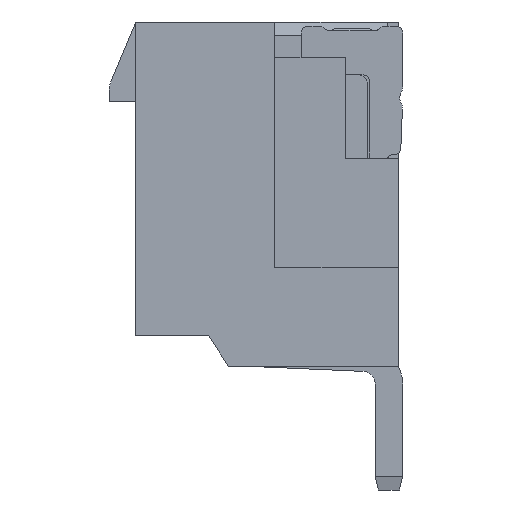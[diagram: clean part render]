
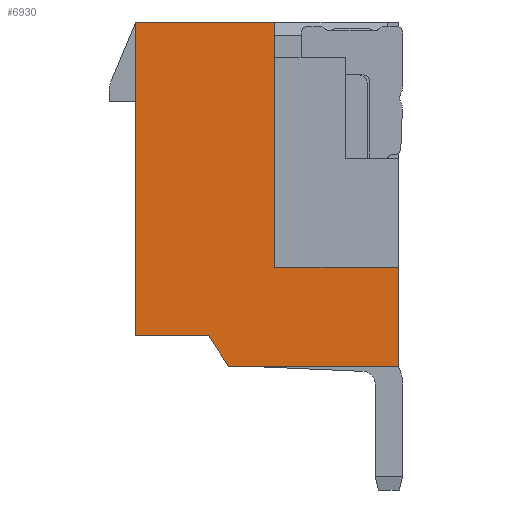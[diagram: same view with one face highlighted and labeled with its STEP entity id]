
A CAD part, left-side view. The second image highlights one B-rep face of the part: STEP entity #6930.
In plain terms, the highlighted planar face has unit normal (-1, 0, 0).
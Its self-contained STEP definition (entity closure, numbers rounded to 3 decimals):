
#1=DIRECTION('',(0.,0.541,0.841));
#2=VECTOR('',#1,0.832);
#3=CARTESIAN_POINT('',(1.25,-2.1,-7.8));
#4=LINE('',#3,#2);
#5=DIRECTION('',(0.,1.,0.));
#6=VECTOR('',#5,3.15);
#7=CARTESIAN_POINT('',(1.25,-3.15,0.));
#8=LINE('',#7,#6);
#85=DIRECTION('',(0.,0.,-1.));
#86=VECTOR('',#85,7.1);
#87=CARTESIAN_POINT('',(1.25,0.,0.));
#88=LINE('',#87,#86);
#327=DIRECTION('',(0.,-1.,0.));
#328=VECTOR('',#327,1.65);
#329=CARTESIAN_POINT('',(1.25,0.,-7.1));
#330=LINE('',#329,#328);
#519=DIRECTION('',(0.,-1.,0.));
#520=VECTOR('',#519,3.85);
#521=CARTESIAN_POINT('',(1.25,-2.1,-7.8));
#522=LINE('',#521,#520);
#535=DIRECTION('',(0.,0.,1.));
#536=VECTOR('',#535,2.25);
#537=CARTESIAN_POINT('',(1.25,-5.95,-7.8));
#538=LINE('',#537,#536);
#772=DIRECTION('',(0.,1.,0.));
#773=VECTOR('',#772,2.8);
#774=CARTESIAN_POINT('',(1.25,-5.95,-5.55));
#775=LINE('',#774,#773);
#784=DIRECTION('',(0.,0.,1.));
#785=VECTOR('',#784,5.55);
#786=CARTESIAN_POINT('',(1.25,-3.15,-5.55));
#787=LINE('',#786,#785);
#5275=CARTESIAN_POINT('',(1.25,-3.15,0.));
#5276=CARTESIAN_POINT('',(1.25,0.,0.));
#5277=VERTEX_POINT('',#5275);
#5278=VERTEX_POINT('',#5276);
#5279=CARTESIAN_POINT('',(1.25,-5.95,-5.55));
#5280=CARTESIAN_POINT('',(1.25,-3.15,-5.55));
#5281=VERTEX_POINT('',#5279);
#5282=VERTEX_POINT('',#5280);
#5283=CARTESIAN_POINT('',(1.25,-5.95,-7.8));
#5284=VERTEX_POINT('',#5283);
#5285=CARTESIAN_POINT('',(1.25,-2.1,-7.8));
#5286=VERTEX_POINT('',#5285);
#5287=CARTESIAN_POINT('',(1.25,-1.65,-7.1));
#5288=VERTEX_POINT('',#5287);
#5289=CARTESIAN_POINT('',(1.25,0.,-7.1));
#5290=VERTEX_POINT('',#5289);
#6907=CARTESIAN_POINT('',(1.25,-2.975,-3.9));
#6908=DIRECTION('',(1.,0.,0.));
#6909=DIRECTION('',(0.,-1.,0.));
#6910=AXIS2_PLACEMENT_3D('',#6907,#6908,#6909);
#6911=PLANE('',#6910);
#6913=ORIENTED_EDGE('',*,*,#6912,.F.);
#6915=ORIENTED_EDGE('',*,*,#6914,.F.);
#6917=ORIENTED_EDGE('',*,*,#6916,.F.);
#6919=ORIENTED_EDGE('',*,*,#6918,.F.);
#6921=ORIENTED_EDGE('',*,*,#6920,.F.);
#6923=ORIENTED_EDGE('',*,*,#6922,.T.);
#6925=ORIENTED_EDGE('',*,*,#6924,.F.);
#6927=ORIENTED_EDGE('',*,*,#6926,.F.);
#6928=EDGE_LOOP('',(#6913,#6915,#6917,#6919,#6921,#6923,#6925,#6927));
#6929=FACE_OUTER_BOUND('',#6928,.F.);
#6912=EDGE_CURVE('',#5277,#5278,#8,.T.);
#6914=EDGE_CURVE('',#5282,#5277,#787,.T.);
#6916=EDGE_CURVE('',#5281,#5282,#775,.T.);
#6918=EDGE_CURVE('',#5284,#5281,#538,.T.);
#6920=EDGE_CURVE('',#5286,#5284,#522,.T.);
#6922=EDGE_CURVE('',#5286,#5288,#4,.T.);
#6924=EDGE_CURVE('',#5290,#5288,#330,.T.);
#6926=EDGE_CURVE('',#5278,#5290,#88,.T.);
#6930=ADVANCED_FACE('',(#6929),#6911,.F.);
